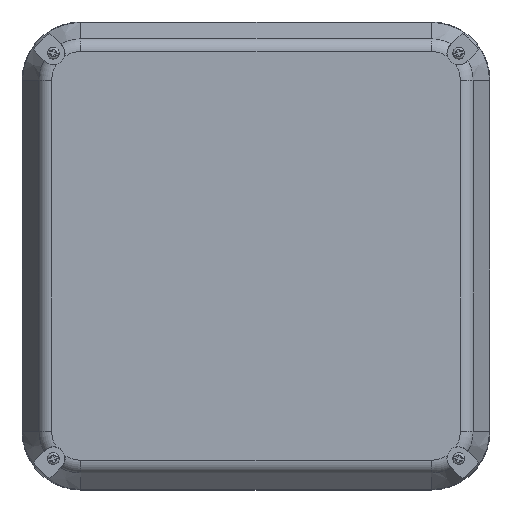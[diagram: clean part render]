
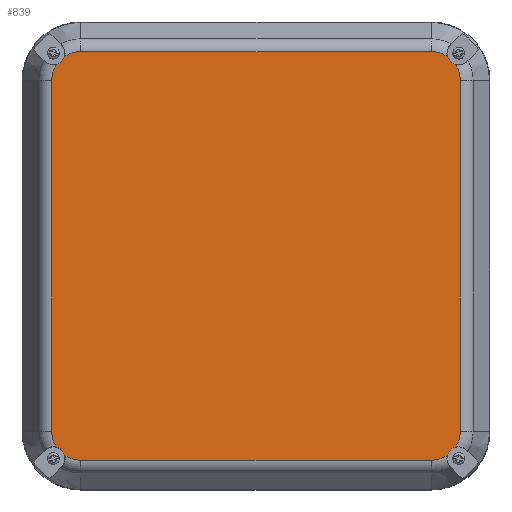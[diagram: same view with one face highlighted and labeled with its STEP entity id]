
A CAD part, top view. The second image highlights one B-rep face of the part: STEP entity #839.
In plain terms, the highlighted planar face has unit normal (0, 0, 1).
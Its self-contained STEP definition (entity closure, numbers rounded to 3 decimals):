
#15 = AXIS2_PLACEMENT_3D ( 'NONE', #10321, #10308, #10293 ) ;
#97 = ORIENTED_EDGE ( 'NONE', *, *, #6181, .T. ) ;
#151 = VERTEX_POINT ( 'NONE', #5215 ) ;
#230 = VECTOR ( 'NONE', #8640, 1000. ) ;
#331 = AXIS2_PLACEMENT_3D ( 'NONE', #6797, #11319, #5016 ) ;
#478 = CARTESIAN_POINT ( 'NONE',  ( 87.318, -75., 27.5 ) ) ;
#616 = VERTEX_POINT ( 'NONE', #5397 ) ;
#711 = DIRECTION ( 'NONE',  ( 1., 0., 0. ) ) ;
#722 = DIRECTION ( 'NONE',  ( 0., 0., 1. ) ) ;
#754 = AXIS2_PLACEMENT_3D ( 'NONE', #1465, #1453, #1438 ) ;
#764 = CARTESIAN_POINT ( 'NONE',  ( -75., 75., 27.5 ) ) ;
#792 = AXIS2_PLACEMENT_3D ( 'NONE', #2937, #2895, #2852 ) ;
#794 = CARTESIAN_POINT ( 'NONE',  ( -75., 87.318, 27.5 ) ) ;
#839 = ADVANCED_FACE ( 'NONE', ( #5084 ), #9415, .T. ) ;
#860 = VERTEX_POINT ( 'NONE', #9006 ) ;
#1257 = DIRECTION ( 'NONE',  ( 1., 0., 0. ) ) ;
#1307 = DIRECTION ( 'NONE',  ( 0., 0., 1. ) ) ;
#1346 = CARTESIAN_POINT ( 'NONE',  ( 75., 75., 27.5 ) ) ;
#1438 = DIRECTION ( 'NONE',  ( 1., 0., 0. ) ) ;
#1453 = DIRECTION ( 'NONE',  ( 0., 0., 1. ) ) ;
#1465 = CARTESIAN_POINT ( 'NONE',  ( -75., -75., 27.5 ) ) ;
#1588 = ORIENTED_EDGE ( 'NONE', *, *, #8007, .T. ) ;
#1662 = AXIS2_PLACEMENT_3D ( 'NONE', #9078, #9067, #9063 ) ;
#1755 = AXIS2_PLACEMENT_3D ( 'NONE', #10541, #10519, #10507 ) ;
#1787 = ORIENTED_EDGE ( 'NONE', *, *, #11578, .T. ) ;
#1987 = VERTEX_POINT ( 'NONE', #6232 ) ;
#1990 = VERTEX_POINT ( 'NONE', #2510 ) ;
#2017 = CARTESIAN_POINT ( 'NONE',  ( 81.808, 85.266, 27.5 ) ) ;
#2031 = CARTESIAN_POINT ( 'NONE',  ( -81.808, -85.266, 27.5 ) ) ;
#2051 = EDGE_CURVE ( 'NONE', #8221, #11070, #3109, .T. ) ;
#2141 = VECTOR ( 'NONE', #8128, 1000. ) ;
#2200 = CARTESIAN_POINT ( 'NONE',  ( -87.318, -75., 27.5 ) ) ;
#2206 = CIRCLE ( 'NONE', #1755, 12.318 ) ;
#2255 = CIRCLE ( 'NONE', #11734, 12.318 ) ;
#2510 = CARTESIAN_POINT ( 'NONE',  ( 85.266, 81.808, 27.5 ) ) ;
#2567 = EDGE_CURVE ( 'NONE', #1987, #4160, #2255, .T. ) ;
#2643 = EDGE_CURVE ( 'NONE', #860, #1990, #2206, .T. ) ;
#2727 = EDGE_LOOP ( 'NONE', ( #5181, #11680, #6138, #7219, #9677, #4245, #9577, #6643, #11282, #1787, #4871, #2849, #1588, #7623, #97, #9740 ) ) ;
#2849 = ORIENTED_EDGE ( 'NONE', *, *, #2567, .T. ) ;
#2852 = DIRECTION ( 'NONE',  ( 1., 0., 0. ) ) ;
#2895 = DIRECTION ( 'NONE',  ( 0., 0., 1. ) ) ;
#2937 = CARTESIAN_POINT ( 'NONE',  ( -75., 75., 27.5 ) ) ;
#3022 = CARTESIAN_POINT ( 'NONE',  ( -75., -87.318, 27.5 ) ) ;
#3109 = CIRCLE ( 'NONE', #331, 5. ) ;
#3151 = CIRCLE ( 'NONE', #11435, 12.318 ) ;
#3259 = DIRECTION ( 'NONE',  ( 1., 0., 0. ) ) ;
#3269 = CARTESIAN_POINT ( 'NONE',  ( 81.808, -85.266, 27.5 ) ) ;
#3298 = CIRCLE ( 'NONE', #7493, 12.318 ) ;
#4036 = CARTESIAN_POINT ( 'NONE',  ( -85.266, 81.808, 27.5 ) ) ;
#4153 = DIRECTION ( 'NONE',  ( 0., 0., -1. ) ) ;
#4160 = VERTEX_POINT ( 'NONE', #3269 ) ;
#4245 = ORIENTED_EDGE ( 'NONE', *, *, #5880, .T. ) ;
#4551 = CIRCLE ( 'NONE', #1662, 5. ) ;
#4581 = LINE ( 'NONE', #8090, #2141 ) ;
#4790 = VECTOR ( 'NONE', #10947, 1000. ) ;
#4856 = EDGE_CURVE ( 'NONE', #5336, #7475, #5882, .T. ) ;
#4871 = ORIENTED_EDGE ( 'NONE', *, *, #7807, .T. ) ;
#5016 = DIRECTION ( 'NONE',  ( -1., 0., 0. ) ) ;
#5061 = CARTESIAN_POINT ( 'NONE',  ( 86.621, 86.621, 27.5 ) ) ;
#5084 = FACE_OUTER_BOUND ( 'NONE', #2727, .T. ) ;
#5173 = CIRCLE ( 'NONE', #792, 12.318 ) ;
#5181 = ORIENTED_EDGE ( 'NONE', *, *, #11800, .T. ) ;
#5215 = CARTESIAN_POINT ( 'NONE',  ( 85.266, -81.808, 27.5 ) ) ;
#5336 = VERTEX_POINT ( 'NONE', #7064 ) ;
#5397 = CARTESIAN_POINT ( 'NONE',  ( 75., 87.318, 27.5 ) ) ;
#5414 = EDGE_CURVE ( 'NONE', #5795, #5336, #6870, .T. ) ;
#5545 = CARTESIAN_POINT ( 'NONE',  ( -87.318, 75., 27.5 ) ) ;
#5795 = VERTEX_POINT ( 'NONE', #2200 ) ;
#5799 = AXIS2_PLACEMENT_3D ( 'NONE', #9526, #9600, #9375 ) ;
#5880 = EDGE_CURVE ( 'NONE', #11070, #8591, #3151, .T. ) ;
#5882 = CIRCLE ( 'NONE', #6065, 5. ) ;
#5907 = CIRCLE ( 'NONE', #15, 12.318 ) ;
#6065 = AXIS2_PLACEMENT_3D ( 'NONE', #9178, #9218, #3259 ) ;
#6138 = ORIENTED_EDGE ( 'NONE', *, *, #7641, .T. ) ;
#6181 = EDGE_CURVE ( 'NONE', #9426, #860, #7861, .T. ) ;
#6214 = EDGE_CURVE ( 'NONE', #8591, #5795, #4581, .T. ) ;
#6225 = AXIS2_PLACEMENT_3D ( 'NONE', #6386, #6375, #6361 ) ;
#6232 = CARTESIAN_POINT ( 'NONE',  ( 75., -87.318, 27.5 ) ) ;
#6361 = DIRECTION ( 'NONE',  ( 1., 0., 0. ) ) ;
#6375 = DIRECTION ( 'NONE',  ( 0., 0., 1. ) ) ;
#6386 = CARTESIAN_POINT ( 'NONE',  ( -75., -75., 27.5 ) ) ;
#6442 = EDGE_CURVE ( 'NONE', #6549, #8221, #5173, .T. ) ;
#6491 = VERTEX_POINT ( 'NONE', #3022 ) ;
#6549 = VERTEX_POINT ( 'NONE', #794 ) ;
#6643 = ORIENTED_EDGE ( 'NONE', *, *, #5414, .T. ) ;
#6797 = CARTESIAN_POINT ( 'NONE',  ( -86.621, 86.621, 27.5 ) ) ;
#6859 = CIRCLE ( 'NONE', #754, 12.318 ) ;
#6870 = CIRCLE ( 'NONE', #6225, 12.318 ) ;
#7064 = CARTESIAN_POINT ( 'NONE',  ( -85.266, -81.808, 27.5 ) ) ;
#7187 = EDGE_CURVE ( 'NONE', #9153, #616, #3298, .T. ) ;
#7219 = ORIENTED_EDGE ( 'NONE', *, *, #6442, .T. ) ;
#7475 = VERTEX_POINT ( 'NONE', #2031 ) ;
#7493 = AXIS2_PLACEMENT_3D ( 'NONE', #1346, #1307, #1257 ) ;
#7623 = ORIENTED_EDGE ( 'NONE', *, *, #7751, .T. ) ;
#7641 = EDGE_CURVE ( 'NONE', #616, #6549, #11406, .T. ) ;
#7751 = EDGE_CURVE ( 'NONE', #151, #9426, #5907, .T. ) ;
#7800 = DIRECTION ( 'NONE',  ( -1., 0., 0. ) ) ;
#7807 = EDGE_CURVE ( 'NONE', #6491, #1987, #8376, .T. ) ;
#7861 = LINE ( 'NONE', #8954, #230 ) ;
#8007 = EDGE_CURVE ( 'NONE', #4160, #151, #4551, .T. ) ;
#8090 = CARTESIAN_POINT ( 'NONE',  ( -87.318, -75., 27.5 ) ) ;
#8114 = CARTESIAN_POINT ( 'NONE',  ( -81.808, 85.266, 27.5 ) ) ;
#8128 = DIRECTION ( 'NONE',  ( 0., -1., 0. ) ) ;
#8221 = VERTEX_POINT ( 'NONE', #8114 ) ;
#8240 = VECTOR ( 'NONE', #9974, 1000. ) ;
#8376 = LINE ( 'NONE', #10012, #8240 ) ;
#8591 = VERTEX_POINT ( 'NONE', #5545 ) ;
#8640 = DIRECTION ( 'NONE',  ( 0., 1., 0. ) ) ;
#8707 = CIRCLE ( 'NONE', #10539, 5. ) ;
#8954 = CARTESIAN_POINT ( 'NONE',  ( 87.318, 75., 27.5 ) ) ;
#9006 = CARTESIAN_POINT ( 'NONE',  ( 87.318, 75., 27.5 ) ) ;
#9063 = DIRECTION ( 'NONE',  ( 1., 0., 0. ) ) ;
#9067 = DIRECTION ( 'NONE',  ( 0., 0., -1. ) ) ;
#9078 = CARTESIAN_POINT ( 'NONE',  ( 86.621, -86.621, 27.5 ) ) ;
#9153 = VERTEX_POINT ( 'NONE', #2017 ) ;
#9178 = CARTESIAN_POINT ( 'NONE',  ( -86.621, -86.621, 27.5 ) ) ;
#9218 = DIRECTION ( 'NONE',  ( 0., 0., -1. ) ) ;
#9375 = DIRECTION ( 'NONE',  ( 1., 0., 0. ) ) ;
#9415 = PLANE ( 'NONE',  #5799 ) ;
#9426 = VERTEX_POINT ( 'NONE', #478 ) ;
#9526 = CARTESIAN_POINT ( 'NONE',  ( 0., 0., 27.5 ) ) ;
#9577 = ORIENTED_EDGE ( 'NONE', *, *, #6214, .T. ) ;
#9600 = DIRECTION ( 'NONE',  ( 0., 0., 1. ) ) ;
#9677 = ORIENTED_EDGE ( 'NONE', *, *, #2051, .T. ) ;
#9740 = ORIENTED_EDGE ( 'NONE', *, *, #2643, .T. ) ;
#9974 = DIRECTION ( 'NONE',  ( 1., 0., 0. ) ) ;
#10012 = CARTESIAN_POINT ( 'NONE',  ( 75., -87.318, 27.5 ) ) ;
#10293 = DIRECTION ( 'NONE',  ( 1., 0., 0. ) ) ;
#10308 = DIRECTION ( 'NONE',  ( 0., 0., 1. ) ) ;
#10321 = CARTESIAN_POINT ( 'NONE',  ( 75., -75., 27.5 ) ) ;
#10507 = DIRECTION ( 'NONE',  ( 1., 0., 0. ) ) ;
#10519 = DIRECTION ( 'NONE',  ( 0., 0., 1. ) ) ;
#10539 = AXIS2_PLACEMENT_3D ( 'NONE', #5061, #4153, #7800 ) ;
#10541 = CARTESIAN_POINT ( 'NONE',  ( 75., 75., 27.5 ) ) ;
#10947 = DIRECTION ( 'NONE',  ( -1., 0., 0. ) ) ;
#10965 = CARTESIAN_POINT ( 'NONE',  ( -75., 87.318, 27.5 ) ) ;
#11000 = DIRECTION ( 'NONE',  ( 1., 0., 0. ) ) ;
#11010 = DIRECTION ( 'NONE',  ( 0., 0., 1. ) ) ;
#11024 = CARTESIAN_POINT ( 'NONE',  ( 75., -75., 27.5 ) ) ;
#11070 = VERTEX_POINT ( 'NONE', #4036 ) ;
#11282 = ORIENTED_EDGE ( 'NONE', *, *, #4856, .T. ) ;
#11319 = DIRECTION ( 'NONE',  ( 0., 0., -1. ) ) ;
#11406 = LINE ( 'NONE', #10965, #4790 ) ;
#11435 = AXIS2_PLACEMENT_3D ( 'NONE', #764, #722, #711 ) ;
#11578 = EDGE_CURVE ( 'NONE', #7475, #6491, #6859, .T. ) ;
#11680 = ORIENTED_EDGE ( 'NONE', *, *, #7187, .T. ) ;
#11734 = AXIS2_PLACEMENT_3D ( 'NONE', #11024, #11010, #11000 ) ;
#11800 = EDGE_CURVE ( 'NONE', #1990, #9153, #8707, .T. ) ;
